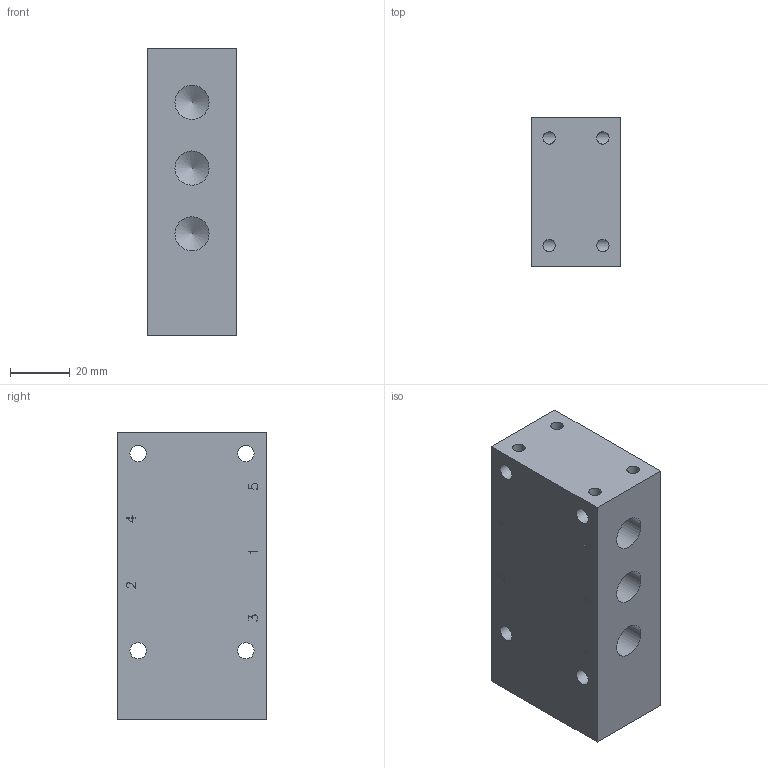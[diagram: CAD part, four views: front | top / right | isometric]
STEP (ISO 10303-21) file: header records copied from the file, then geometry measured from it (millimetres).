
FILE_DESCRIPTION (( 'STEP AP214' ), '1' );
FILE_NAME ('P-07-510_Airtec.step', '2018-12-06T09:44:33', ( '' ), ( '' ), 'SwSTEP 2.0', 'SolidWorks 2010', '' );
FILE_SCHEMA (( 'AUTOMOTIVE_DESIGN' ));
Length unit declared in the file: millimetre
Products named in the file (1): P-07-510_Airtec
Bounding box: 30 x 50 x 96 mm (x, y, z)
Volume: 133359.6 mm3; surface area: 23001.1 mm2
Topology: 1 solids, 1 shells, 266 faces, 757 edges, 505 vertices
Faces by surface type: plane 246, cylinder 14, cone 6
Full cylindrical faces by diameter (mm): 4.134 x4, 5.5 x4, 8.566 x1, 11.445 x5
Entity records: 8570 total; most frequent: CARTESIAN_POINT 1719, ORIENTED_EDGE 1448, DIRECTION 1278, EDGE_CURVE 724, LINE 696, VECTOR 696, VERTEX_POINT 492, EDGE_LOOP 314
